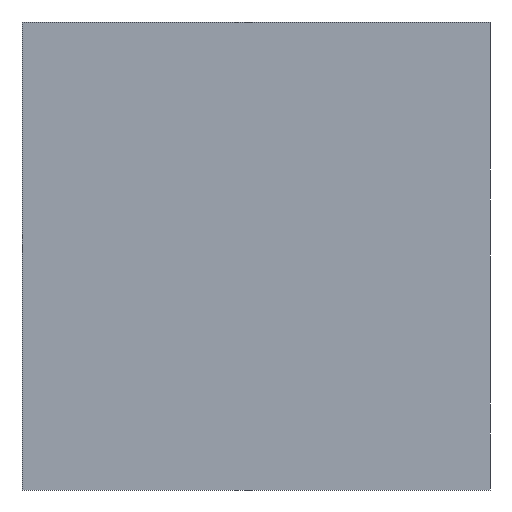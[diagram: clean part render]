
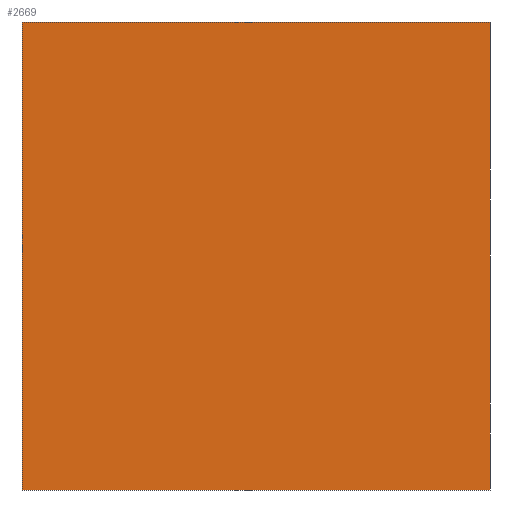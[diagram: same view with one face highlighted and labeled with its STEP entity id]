
A CAD part, front view. The second image highlights one B-rep face of the part: STEP entity #2669.
In plain terms, the highlighted planar face has unit normal (0, -1, 0).
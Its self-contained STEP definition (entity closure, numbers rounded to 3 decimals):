
#4 = ORIENTED_EDGE ( 'NONE', *, *, #5291, .T. ) ;
#10 = CARTESIAN_POINT ( 'NONE',  ( 10000., -10., 0. ) ) ;
#29 = DIRECTION ( 'NONE',  ( 0., 0., -1. ) ) ;
#95 = VERTEX_POINT ( 'NONE', #3248 ) ;
#434 = DIRECTION ( 'NONE',  ( -1., 0., 0. ) ) ;
#450 = VECTOR ( 'NONE', #4218, 1000. ) ;
#765 = CARTESIAN_POINT ( 'NONE',  ( 10000., -10., 0. ) ) ;
#907 = FACE_OUTER_BOUND ( 'NONE', #5287, .T. ) ;
#1034 = LINE ( 'NONE', #2489, #3981 ) ;
#1223 = CARTESIAN_POINT ( 'NONE',  ( 10000., -10., 0. ) ) ;
#1280 = EDGE_CURVE ( 'NONE', #4894, #3537, #2775, .T. ) ;
#1566 = CARTESIAN_POINT ( 'NONE',  ( 10000., -10., -10000. ) ) ;
#1727 = CARTESIAN_POINT ( 'NONE',  ( 10000., -10., 0. ) ) ;
#1968 = LINE ( 'NONE', #2104, #450 ) ;
#2104 = CARTESIAN_POINT ( 'NONE',  ( 0., -10., 0. ) ) ;
#2124 = EDGE_CURVE ( 'NONE', #2734, #95, #1968, .T. ) ;
#2489 = CARTESIAN_POINT ( 'NONE',  ( 10000., -10., -10000. ) ) ;
#2601 = AXIS2_PLACEMENT_3D ( 'NONE', #1223, #4140, #3854 ) ;
#2669 = ADVANCED_FACE ( 'NONE', ( #907 ), #3295, .F. ) ;
#2734 = VERTEX_POINT ( 'NONE', #5102 ) ;
#2775 = LINE ( 'NONE', #10, #4465 ) ;
#3138 = ORIENTED_EDGE ( 'NONE', *, *, #2124, .T. ) ;
#3248 = CARTESIAN_POINT ( 'NONE',  ( 0., -10., -10000. ) ) ;
#3291 = EDGE_CURVE ( 'NONE', #3537, #95, #1034, .T. ) ;
#3295 = PLANE ( 'NONE',  #2601 ) ;
#3489 = VECTOR ( 'NONE', #5317, 1000. ) ;
#3537 = VERTEX_POINT ( 'NONE', #1566 ) ;
#3768 = ORIENTED_EDGE ( 'NONE', *, *, #3291, .F. ) ;
#3854 = DIRECTION ( 'NONE',  ( 0., 0., 1. ) ) ;
#3981 = VECTOR ( 'NONE', #434, 1000. ) ;
#4140 = DIRECTION ( 'NONE',  ( 0., 1., 0. ) ) ;
#4218 = DIRECTION ( 'NONE',  ( 0., 0., -1. ) ) ;
#4465 = VECTOR ( 'NONE', #29, 1000. ) ;
#4783 = LINE ( 'NONE', #765, #3489 ) ;
#4894 = VERTEX_POINT ( 'NONE', #1727 ) ;
#5102 = CARTESIAN_POINT ( 'NONE',  ( 0., -10., 0. ) ) ;
#5287 = EDGE_LOOP ( 'NONE', ( #3138, #3768, #5371, #4 ) ) ;
#5291 = EDGE_CURVE ( 'NONE', #4894, #2734, #4783, .T. ) ;
#5317 = DIRECTION ( 'NONE',  ( -1., 0., 0. ) ) ;
#5371 = ORIENTED_EDGE ( 'NONE', *, *, #1280, .F. ) ;
